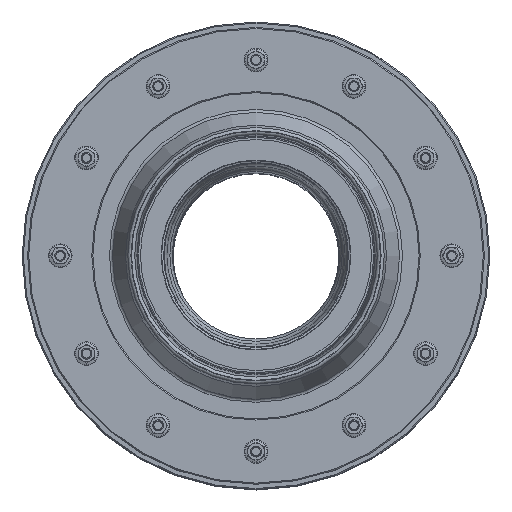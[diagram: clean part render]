
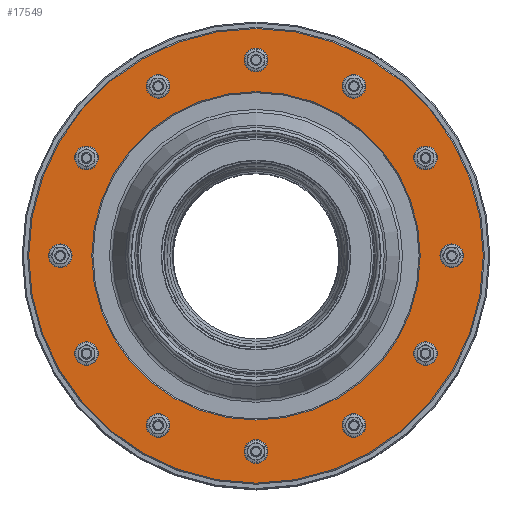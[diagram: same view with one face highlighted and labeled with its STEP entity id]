
A CAD part, top view. The second image highlights one B-rep face of the part: STEP entity #17549.
In plain terms, the highlighted planar face has unit normal (0, 0, 1).
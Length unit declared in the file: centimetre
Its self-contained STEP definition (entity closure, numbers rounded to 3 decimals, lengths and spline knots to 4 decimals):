
#507=FACE_BOUND('',#5504,.T.);
#508=FACE_BOUND('',#5505,.T.);
#509=FACE_BOUND('',#5506,.T.);
#510=FACE_BOUND('',#5507,.T.);
#511=FACE_BOUND('',#5508,.T.);
#512=FACE_BOUND('',#5509,.T.);
#513=FACE_BOUND('',#5510,.T.);
#514=FACE_BOUND('',#5511,.T.);
#515=FACE_BOUND('',#5512,.T.);
#516=FACE_BOUND('',#5513,.T.);
#517=FACE_BOUND('',#5514,.T.);
#518=FACE_BOUND('',#5515,.T.);
#519=FACE_BOUND('',#5516,.T.);
#642=PLANE('',#19358);
#4213=FACE_OUTER_BOUND('',#5503,.T.);
#5503=EDGE_LOOP('',(#13468));
#5504=EDGE_LOOP('',(#13469));
#5505=EDGE_LOOP('',(#13470));
#5506=EDGE_LOOP('',(#13471));
#5507=EDGE_LOOP('',(#13472));
#5508=EDGE_LOOP('',(#13473));
#5509=EDGE_LOOP('',(#13474));
#5510=EDGE_LOOP('',(#13475));
#5511=EDGE_LOOP('',(#13476));
#5512=EDGE_LOOP('',(#13477));
#5513=EDGE_LOOP('',(#13478));
#5514=EDGE_LOOP('',(#13479));
#5515=EDGE_LOOP('',(#13480));
#5516=EDGE_LOOP('',(#13481));
#6923=CIRCLE('',#19357,151.);
#6924=CIRCLE('',#19359,209.);
#6925=CIRCLE('',#19360,7.);
#6926=CIRCLE('',#19361,7.);
#6927=CIRCLE('',#19362,7.);
#6928=CIRCLE('',#19363,7.);
#6929=CIRCLE('',#19364,7.);
#6930=CIRCLE('',#19365,7.);
#6931=CIRCLE('',#19366,7.);
#6932=CIRCLE('',#19367,7.);
#6933=CIRCLE('',#19368,7.);
#6934=CIRCLE('',#19369,7.);
#6935=CIRCLE('',#19370,7.);
#6936=CIRCLE('',#19371,7.);
#8136=VERTEX_POINT('',#28613);
#8137=VERTEX_POINT('',#28617);
#8138=VERTEX_POINT('',#28619);
#8139=VERTEX_POINT('',#28621);
#8140=VERTEX_POINT('',#28623);
#8141=VERTEX_POINT('',#28625);
#8142=VERTEX_POINT('',#28627);
#8143=VERTEX_POINT('',#28629);
#8144=VERTEX_POINT('',#28631);
#8145=VERTEX_POINT('',#28633);
#8146=VERTEX_POINT('',#28635);
#8147=VERTEX_POINT('',#28637);
#8148=VERTEX_POINT('',#28639);
#8149=VERTEX_POINT('',#28641);
#10009=EDGE_CURVE('',#8136,#8136,#6923,.T.);
#10011=EDGE_CURVE('',#8137,#8137,#6924,.T.);
#10012=EDGE_CURVE('',#8138,#8138,#6925,.T.);
#10013=EDGE_CURVE('',#8139,#8139,#6926,.T.);
#10014=EDGE_CURVE('',#8140,#8140,#6927,.T.);
#10015=EDGE_CURVE('',#8141,#8141,#6928,.T.);
#10016=EDGE_CURVE('',#8142,#8142,#6929,.T.);
#10017=EDGE_CURVE('',#8143,#8143,#6930,.T.);
#10018=EDGE_CURVE('',#8144,#8144,#6931,.T.);
#10019=EDGE_CURVE('',#8145,#8145,#6932,.T.);
#10020=EDGE_CURVE('',#8146,#8146,#6933,.T.);
#10021=EDGE_CURVE('',#8147,#8147,#6934,.T.);
#10022=EDGE_CURVE('',#8148,#8148,#6935,.T.);
#10023=EDGE_CURVE('',#8149,#8149,#6936,.T.);
#13468=ORIENTED_EDGE('',*,*,#10011,.F.);
#13469=ORIENTED_EDGE('',*,*,#10012,.T.);
#13470=ORIENTED_EDGE('',*,*,#10013,.T.);
#13471=ORIENTED_EDGE('',*,*,#10014,.T.);
#13472=ORIENTED_EDGE('',*,*,#10015,.T.);
#13473=ORIENTED_EDGE('',*,*,#10016,.T.);
#13474=ORIENTED_EDGE('',*,*,#10017,.T.);
#13475=ORIENTED_EDGE('',*,*,#10018,.T.);
#13476=ORIENTED_EDGE('',*,*,#10019,.T.);
#13477=ORIENTED_EDGE('',*,*,#10020,.T.);
#13478=ORIENTED_EDGE('',*,*,#10021,.T.);
#13479=ORIENTED_EDGE('',*,*,#10022,.T.);
#13480=ORIENTED_EDGE('',*,*,#10023,.T.);
#13481=ORIENTED_EDGE('',*,*,#10009,.F.);
#17549=ADVANCED_FACE('',(#4213,#507,#508,#509,#510,#511,#512,#513,#514,
#515,#516,#517,#518,#519),#642,.T.);
#19357=AXIS2_PLACEMENT_3D('',#28614,#23119,#23120);
#19358=AXIS2_PLACEMENT_3D('',#28616,#23122,#23123);
#19359=AXIS2_PLACEMENT_3D('',#28618,#23124,#23125);
#19360=AXIS2_PLACEMENT_3D('',#28620,#23126,#23127);
#19361=AXIS2_PLACEMENT_3D('',#28622,#23128,#23129);
#19362=AXIS2_PLACEMENT_3D('',#28624,#23130,#23131);
#19363=AXIS2_PLACEMENT_3D('',#28626,#23132,#23133);
#19364=AXIS2_PLACEMENT_3D('',#28628,#23134,#23135);
#19365=AXIS2_PLACEMENT_3D('',#28630,#23136,#23137);
#19366=AXIS2_PLACEMENT_3D('',#28632,#23138,#23139);
#19367=AXIS2_PLACEMENT_3D('',#28634,#23140,#23141);
#19368=AXIS2_PLACEMENT_3D('',#28636,#23142,#23143);
#19369=AXIS2_PLACEMENT_3D('',#28638,#23144,#23145);
#19370=AXIS2_PLACEMENT_3D('',#28640,#23146,#23147);
#19371=AXIS2_PLACEMENT_3D('',#28642,#23148,#23149);
#23119=DIRECTION('center_axis',(0.,0.,1.));
#23120=DIRECTION('ref_axis',(-1.,0.,0.));
#23122=DIRECTION('center_axis',(0.,0.,1.));
#23123=DIRECTION('ref_axis',(1.,0.,0.));
#23124=DIRECTION('center_axis',(0.,0.,-1.));
#23125=DIRECTION('ref_axis',(1.,0.,0.));
#23126=DIRECTION('center_axis',(0.,0.,-1.));
#23127=DIRECTION('ref_axis',(-1.,0.,0.));
#23128=DIRECTION('center_axis',(0.,0.,-1.));
#23129=DIRECTION('ref_axis',(-1.,0.,0.));
#23130=DIRECTION('center_axis',(0.,0.,-1.));
#23131=DIRECTION('ref_axis',(-1.,0.,0.));
#23132=DIRECTION('center_axis',(0.,0.,-1.));
#23133=DIRECTION('ref_axis',(-1.,0.,0.));
#23134=DIRECTION('center_axis',(0.,0.,-1.));
#23135=DIRECTION('ref_axis',(-1.,0.,0.));
#23136=DIRECTION('center_axis',(0.,0.,-1.));
#23137=DIRECTION('ref_axis',(-1.,0.,0.));
#23138=DIRECTION('center_axis',(0.,0.,-1.));
#23139=DIRECTION('ref_axis',(1.,0.,0.));
#23140=DIRECTION('center_axis',(0.,0.,-1.));
#23141=DIRECTION('ref_axis',(1.,0.,0.));
#23142=DIRECTION('center_axis',(0.,0.,-1.));
#23143=DIRECTION('ref_axis',(1.,0.,0.));
#23144=DIRECTION('center_axis',(0.,0.,-1.));
#23145=DIRECTION('ref_axis',(1.,0.,0.));
#23146=DIRECTION('center_axis',(0.,0.,-1.));
#23147=DIRECTION('ref_axis',(1.,0.,0.));
#23148=DIRECTION('center_axis',(0.,0.,-1.));
#23149=DIRECTION('ref_axis',(-1.,0.,0.));
#28613=CARTESIAN_POINT('',(1209.5533,55.4195,-2.009));
#28614=CARTESIAN_POINT('Origin',(1058.5533,55.4195,-2.009));
#28616=CARTESIAN_POINT('Origin',(1058.5533,55.4195,-2.009));
#28617=CARTESIAN_POINT('',(849.5533,55.4195,-2.009));
#28618=CARTESIAN_POINT('Origin',(1058.5533,55.4195,-2.009));
#28619=CARTESIAN_POINT('',(909.6687,145.4195,-2.009));
#28620=CARTESIAN_POINT('Origin',(902.6687,145.4195,-2.009));
#28621=CARTESIAN_POINT('',(975.5533,211.304,-2.009));
#28622=CARTESIAN_POINT('Origin',(968.5533,211.304,-2.009));
#28623=CARTESIAN_POINT('',(1065.5533,235.4195,-2.009));
#28624=CARTESIAN_POINT('Origin',(1058.5533,235.4195,-2.009));
#28625=CARTESIAN_POINT('',(1155.5533,211.304,-2.009));
#28626=CARTESIAN_POINT('Origin',(1148.5533,211.304,-2.009));
#28627=CARTESIAN_POINT('',(1221.4379,145.4195,-2.009));
#28628=CARTESIAN_POINT('Origin',(1214.4379,145.4195,-2.009));
#28629=CARTESIAN_POINT('',(1245.5533,55.4195,-2.009));
#28630=CARTESIAN_POINT('Origin',(1238.5533,55.4195,-2.009));
#28631=CARTESIAN_POINT('',(1207.4379,-34.5805,-2.009));
#28632=CARTESIAN_POINT('Origin',(1214.4379,-34.5805,-2.009));
#28633=CARTESIAN_POINT('',(1141.5533,-100.4651,-2.009));
#28634=CARTESIAN_POINT('Origin',(1148.5533,-100.4651,-2.009));
#28635=CARTESIAN_POINT('',(1051.5533,-124.5805,-2.009));
#28636=CARTESIAN_POINT('Origin',(1058.5533,-124.5805,-2.009));
#28637=CARTESIAN_POINT('',(961.5533,-100.4651,-2.009));
#28638=CARTESIAN_POINT('Origin',(968.5533,-100.4651,-2.009));
#28639=CARTESIAN_POINT('',(895.6687,-34.5805,-2.009));
#28640=CARTESIAN_POINT('Origin',(902.6687,-34.5805,-2.009));
#28641=CARTESIAN_POINT('',(885.5533,55.4195,-2.009));
#28642=CARTESIAN_POINT('Origin',(878.5533,55.4195,-2.009));
